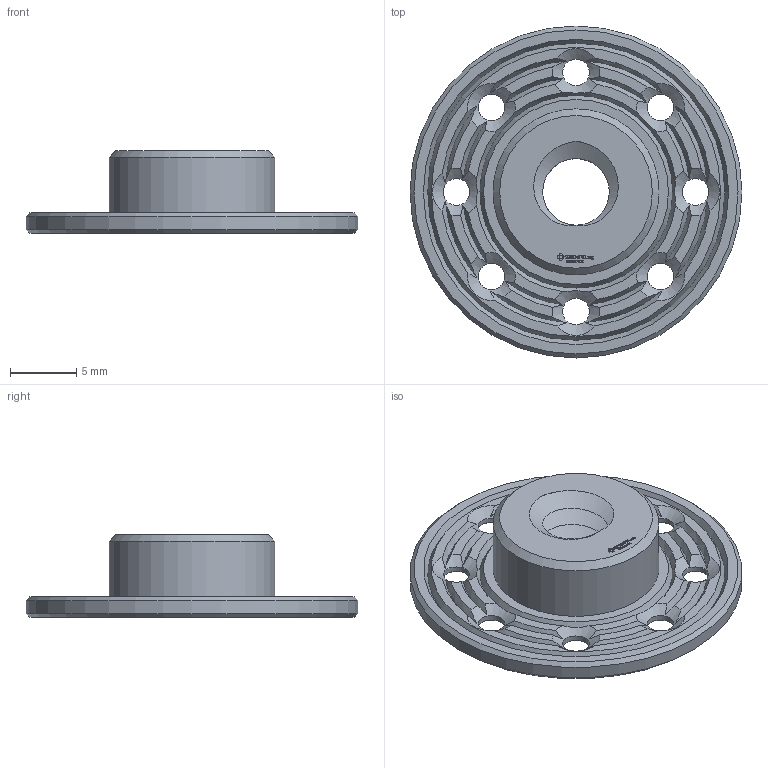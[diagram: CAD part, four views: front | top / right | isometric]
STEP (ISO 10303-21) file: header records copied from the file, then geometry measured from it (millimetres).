
FILE_DESCRIPTION(('FreeCAD Model'),'2;1');
FILE_NAME('Open CASCADE Shape Model','2023-12-26T18:12:41',(''),(''), 'Open CASCADE STEP processor 7.6','FreeCAD','Unknown');
FILE_SCHEMA(('AUTOMOTIVE_DESIGN { 1 0 10303 214 1 1 1 1 }'));
Length unit declared in the file: millimetre
Products named in the file (1): Nut RH ADHM FLN BU02.00x00.125x00.50 - SPN-NUT-0101 (stemfie.org)
Bounding box: 25 x 25 x 6.25 mm (x, y, z)
Volume: 1007.8 mm3; surface area: 1640.8 mm2
Topology: 1 solids, 1 shells, 579 faces, 1642 edges, 1084 vertices
Faces by surface type: plane 349, extrusion 118, cone 91, bspline 11, cylinder 10
Full cylindrical faces by diameter (mm): 2 x8, 12.5 x1, 25 x1
Entity records: 45133 total; most frequent: CARTESIAN_POINT 13581, DIRECTION 5243, VECTOR 3673, LINE 3555, ORIENTED_EDGE 3284, PCURVE 3284, DEFINITIONAL_REPRESENTATION 3284, EDGE_CURVE 1642
